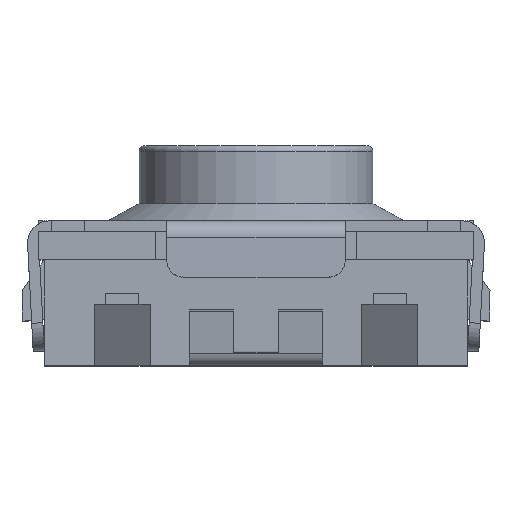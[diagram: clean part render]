
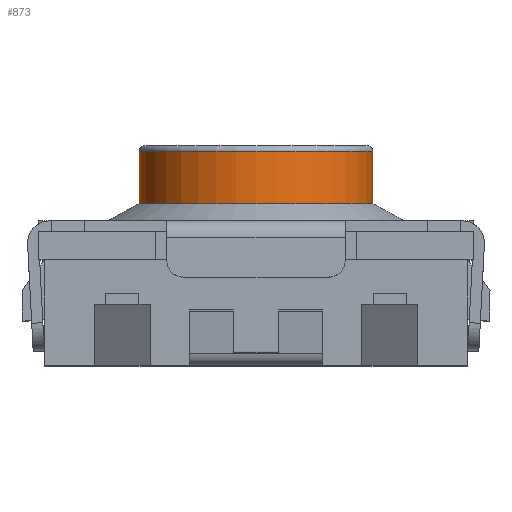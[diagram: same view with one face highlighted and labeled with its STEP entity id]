
A CAD part, top view. The second image highlights one B-rep face of the part: STEP entity #873.
In plain terms, the highlighted cylindrical face has radius 2.1 mm (diameter 4.2 mm), a full revolution.
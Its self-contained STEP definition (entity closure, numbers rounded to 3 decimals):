
#873 = ADVANCED_FACE( '', ( #1775, #1776 ), #1777, .T. );
#1775 = FACE_OUTER_BOUND( '', #2961, .T. );
#1776 = FACE_OUTER_BOUND( '', #2962, .T. );
#1777 = CYLINDRICAL_SURFACE( '', #2963, 2.1 );
#2961 = EDGE_LOOP( '', ( #5198 ) );
#2962 = EDGE_LOOP( '', ( #5199 ) );
#2963 = AXIS2_PLACEMENT_3D( '', #5200, #5201, #5202 );
#5198 = ORIENTED_EDGE( '', *, *, #7522, .T. );
#5199 = ORIENTED_EDGE( '', *, *, #7523, .T. );
#5200 = CARTESIAN_POINT( '', ( 0., 4., 0. ) );
#5201 = DIRECTION( '', ( 0., 1., 0. ) );
#5202 = DIRECTION( '', ( 0., 0., -1. ) );
#7522 = EDGE_CURVE( '', #9500, #9500, #9501, .T. );
#7523 = EDGE_CURVE( '', #9502, #9502, #9503, .T. );
#9500 = VERTEX_POINT( '', #12089 );
#9501 = CIRCLE( '', #12090, 2.1 );
#9502 = VERTEX_POINT( '', #12091 );
#9503 = CIRCLE( '', #12092, 2.1 );
#12089 = CARTESIAN_POINT( '', ( 0., 2.911, -2.1 ) );
#12090 = AXIS2_PLACEMENT_3D( '', #13858, #13859, #13860 );
#12091 = CARTESIAN_POINT( '', ( 0., 3.85, -2.1 ) );
#12092 = AXIS2_PLACEMENT_3D( '', #13861, #13862, #13863 );
#13858 = CARTESIAN_POINT( '', ( 0., 2.911, 0. ) );
#13859 = DIRECTION( '', ( 0., 1., 0. ) );
#13860 = DIRECTION( '', ( 0., 0., -1. ) );
#13861 = CARTESIAN_POINT( '', ( 0., 3.85, 0. ) );
#13862 = DIRECTION( '', ( 0., -1., 0. ) );
#13863 = DIRECTION( '', ( 0., 0., -1. ) );
